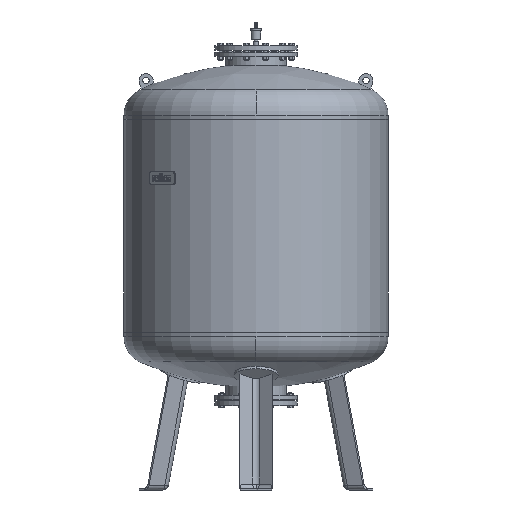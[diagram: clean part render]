
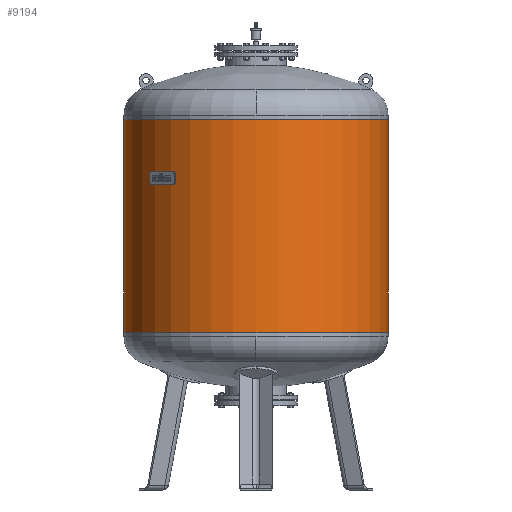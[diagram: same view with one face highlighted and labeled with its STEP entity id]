
A CAD part, front view. The second image highlights one B-rep face of the part: STEP entity #9194.
In plain terms, the highlighted cylindrical face has radius 600 mm (diameter 1200 mm), a partial arc.
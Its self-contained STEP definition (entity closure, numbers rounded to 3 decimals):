
#9153=CARTESIAN_POINT('',(0.,0.0,1433.5));
#9154=DIRECTION('',(0.,0.0,1.0));
#9155=DIRECTION('',(1.0,0.0,0.0));
#9156=AXIS2_PLACEMENT_3D('',#9153,#9154,#9155);
#9157=CYLINDRICAL_SURFACE('',#9156,600.);
#9158=CARTESIAN_POINT('',(600.,0.0,1682.));
#9159=VERTEX_POINT('',#9158);
#9160=CARTESIAN_POINT('',(600.,0.0,718.));
#9161=VERTEX_POINT('',#9160);
#9162=CARTESIAN_POINT('',(600.,0.0,1682.));
#9163=DIRECTION('',(0.0,0.0,-1.0));
#9164=VECTOR('',#9163,964.0);
#9165=LINE('',#9162,#9164);
#9166=EDGE_CURVE('',#9159,#9161,#9165,.T.);
#9167=ORIENTED_EDGE('',*,*,#9166,.F.);
#9168=CARTESIAN_POINT('',(-600.,0.,1682.));
#9169=VERTEX_POINT('',#9168);
#9170=CARTESIAN_POINT('',(0.,0.0,1682.));
#9171=DIRECTION('',(0.0,0.0,1.0));
#9172=DIRECTION('',(1.0,0.0,0.0));
#9173=AXIS2_PLACEMENT_3D('',#9170,#9171,#9172);
#9174=CIRCLE('',#9173,600.);
#9175=EDGE_CURVE('',#9169,#9159,#9174,.T.);
#9176=ORIENTED_EDGE('',*,*,#9175,.F.);
#9177=CARTESIAN_POINT('',(-600.,0.,718.));
#9178=VERTEX_POINT('',#9177);
#9179=CARTESIAN_POINT('',(-600.,0.,1682.));
#9180=DIRECTION('',(0.0,0.0,-1.0));
#9181=VECTOR('',#9180,964.0);
#9182=LINE('',#9179,#9181);
#9183=EDGE_CURVE('',#9169,#9178,#9182,.T.);
#9184=ORIENTED_EDGE('',*,*,#9183,.T.);
#9185=CARTESIAN_POINT('',(0.,0.0,718.));
#9186=DIRECTION('',(0.0,0.0,1.0));
#9187=DIRECTION('',(1.0,0.0,0.0));
#9188=AXIS2_PLACEMENT_3D('',#9185,#9186,#9187);
#9189=CIRCLE('',#9188,600.);
#9190=EDGE_CURVE('',#9178,#9161,#9189,.T.);
#9191=ORIENTED_EDGE('',*,*,#9190,.T.);
#9192=EDGE_LOOP('',(#9167,#9176,#9184,#9191));
#9193=FACE_OUTER_BOUND('',#9192,.T.);
#9194=ADVANCED_FACE('',(#9193),#9157,.T.);
